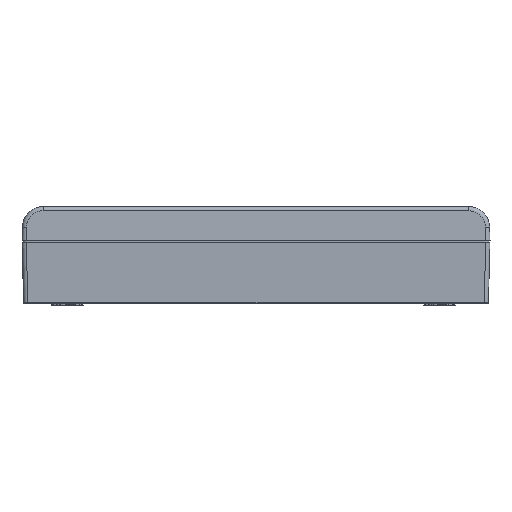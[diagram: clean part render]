
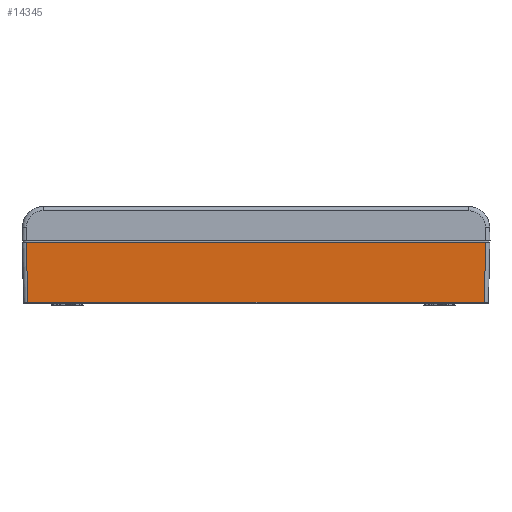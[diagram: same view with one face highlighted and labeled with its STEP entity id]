
A CAD part, front view. The second image highlights one B-rep face of the part: STEP entity #14345.
In plain terms, the highlighted planar face has unit normal (0, -1, -0.026).
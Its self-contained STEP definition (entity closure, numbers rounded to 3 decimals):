
#2000 = CARTESIAN_POINT ( 'NONE',  ( 21.746, -17.595, 0.097 ) ) ;
#4621 = VERTEX_POINT ( 'NONE', #13225 ) ;
#7276 = ORIENTED_EDGE ( 'NONE', *, *, #32740, .T. ) ;
#7419 = LINE ( 'NONE', #55837, #49892 ) ;
#7589 = VECTOR ( 'NONE', #37629, 1000. ) ;
#9557 = PLANE ( 'NONE',  #64502 ) ;
#10469 = VECTOR ( 'NONE', #50490, 1000. ) ;
#13225 = CARTESIAN_POINT ( 'NONE',  ( -21.896, -17.746, 5.85 ) ) ;
#14345 = ADVANCED_FACE ( 'NONE', ( #24878 ), #9557, .T. ) ;
#14917 = VERTEX_POINT ( 'NONE', #36468 ) ;
#16268 = DIRECTION ( 'NONE',  ( 0., 0.026, -1. ) ) ;
#16517 = CARTESIAN_POINT ( 'NONE',  ( 21.746, -17.595, 0.097 ) ) ;
#20757 = VECTOR ( 'NONE', #28303, 1000. ) ;
#24878 = FACE_OUTER_BOUND ( 'NONE', #52130, .T. ) ;
#25101 = DIRECTION ( 'NONE',  ( 0.026, 0.026, -0.999 ) ) ;
#25277 = EDGE_CURVE ( 'NONE', #34306, #49811, #42047, .T. ) ;
#28087 = ORIENTED_EDGE ( 'NONE', *, *, #25277, .T. ) ;
#28303 = DIRECTION ( 'NONE',  ( -1., 0., 0. ) ) ;
#32740 = EDGE_CURVE ( 'NONE', #4621, #14917, #7419, .T. ) ;
#34306 = VERTEX_POINT ( 'NONE', #16517 ) ;
#34572 = ORIENTED_EDGE ( 'NONE', *, *, #36426, .T. ) ;
#36426 = EDGE_CURVE ( 'NONE', #14917, #34306, #55360, .T. ) ;
#36468 = CARTESIAN_POINT ( 'NONE',  ( -21.746, -17.595, 0.097 ) ) ;
#36710 = EDGE_CURVE ( 'NONE', #49811, #4621, #57729, .T. ) ;
#37629 = DIRECTION ( 'NONE',  ( 0.026, -0.026, 0.999 ) ) ;
#41840 = CARTESIAN_POINT ( 'NONE',  ( -22.159, -17.746, 5.85 ) ) ;
#42047 = LINE ( 'NONE', #2000, #7589 ) ;
#48894 = CARTESIAN_POINT ( 'NONE',  ( 0., -17.746, 5.85 ) ) ;
#49811 = VERTEX_POINT ( 'NONE', #55413 ) ;
#49892 = VECTOR ( 'NONE', #25101, 1000. ) ;
#49994 = ORIENTED_EDGE ( 'NONE', *, *, #36710, .T. ) ;
#50490 = DIRECTION ( 'NONE',  ( 1., 0., 0. ) ) ;
#51918 = DIRECTION ( 'NONE',  ( 0., -1., -0.026 ) ) ;
#52130 = EDGE_LOOP ( 'NONE', ( #28087, #49994, #7276, #34572 ) ) ;
#55360 = LINE ( 'NONE', #61449, #10469 ) ;
#55413 = CARTESIAN_POINT ( 'NONE',  ( 21.896, -17.746, 5.85 ) ) ;
#55837 = CARTESIAN_POINT ( 'NONE',  ( -21.896, -17.746, 5.85 ) ) ;
#57729 = LINE ( 'NONE', #48894, #20757 ) ;
#61449 = CARTESIAN_POINT ( 'NONE',  ( 0., -17.595, 0.097 ) ) ;
#64502 = AXIS2_PLACEMENT_3D ( 'NONE', #41840, #51918, #16268 ) ;
